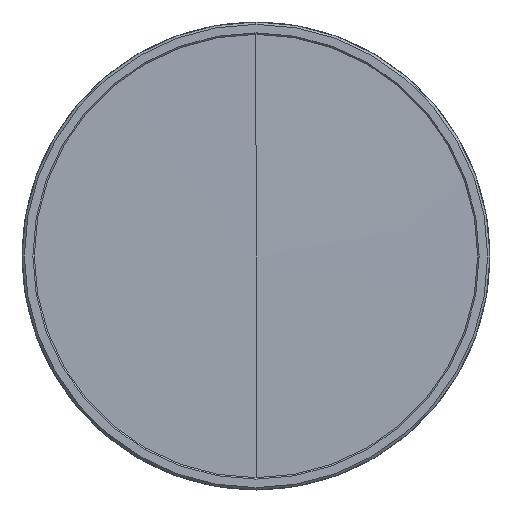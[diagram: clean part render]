
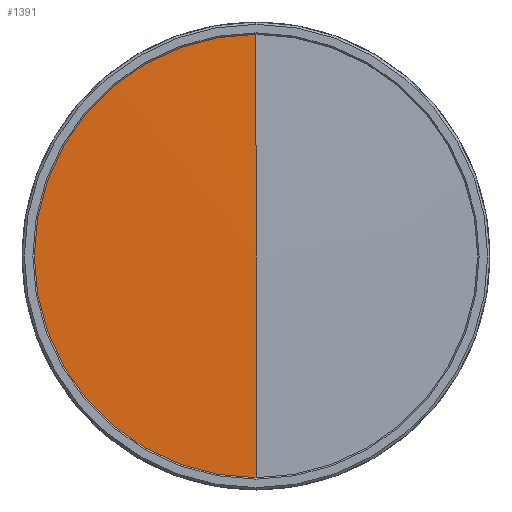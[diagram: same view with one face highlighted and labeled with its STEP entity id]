
A CAD part, left-side view. The second image highlights one B-rep face of the part: STEP entity #1391.
In plain terms, the highlighted conical face has half-angle 89.626 degrees and reference radius 153016 mm.
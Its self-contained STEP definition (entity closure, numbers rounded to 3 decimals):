
#354 = CARTESIAN_POINT ( 'NONE',  ( -124.257, 0., 0. ) ) ;
#503 = CARTESIAN_POINT ( 'NONE',  ( 875.743, 0., 0. ) ) ;
#614 = VECTOR ( 'NONE', #2591, 1000. ) ;
#942 = CARTESIAN_POINT ( 'NONE',  ( -123.328, 0., -142.121 ) ) ;
#1091 = CARTESIAN_POINT ( 'NONE',  ( -123.328, 0., 142.121 ) ) ;
#1154 = DIRECTION ( 'NONE',  ( 1., 0., 0. ) ) ;
#1391 = ADVANCED_FACE ( 'NONE', ( #2767 ), #4742, .T. ) ;
#1708 = EDGE_CURVE ( 'NONE', #5126, #4073, #3890, .T. ) ;
#1863 = ORIENTED_EDGE ( 'NONE', *, *, #1708, .F. ) ;
#1878 = AXIS2_PLACEMENT_3D ( 'NONE', #503, #3853, #6277 ) ;
#1925 = ORIENTED_EDGE ( 'NONE', *, *, #6206, .T. ) ;
#1946 = VERTEX_POINT ( 'NONE', #1091 ) ;
#2349 = AXIS2_PLACEMENT_3D ( 'NONE', #4070, #1154, #4559 ) ;
#2591 = DIRECTION ( 'NONE',  ( 0.007, 0., -1. ) ) ;
#2767 = FACE_OUTER_BOUND ( 'NONE', #6133, .T. ) ;
#3853 = DIRECTION ( 'NONE',  ( 1., 0., 0. ) ) ;
#3890 = LINE ( 'NONE', #4024, #614 ) ;
#4004 = ORIENTED_EDGE ( 'NONE', *, *, #5529, .F. ) ;
#4024 = CARTESIAN_POINT ( 'NONE',  ( -124.257, 0., 0. ) ) ;
#4070 = CARTESIAN_POINT ( 'NONE',  ( -123.328, 0., 0. ) ) ;
#4073 = VERTEX_POINT ( 'NONE', #942 ) ;
#4559 = DIRECTION ( 'NONE',  ( 0., 0., -1. ) ) ;
#4687 = CIRCLE ( 'NONE', #2349, 142.121 ) ;
#4742 = CONICAL_SURFACE ( 'NONE', #1878, 153015.746, 1.564 ) ;
#4829 = VECTOR ( 'NONE', #5244, 1000. ) ;
#5126 = VERTEX_POINT ( 'NONE', #5655 ) ;
#5130 = LINE ( 'NONE', #354, #4829 ) ;
#5244 = DIRECTION ( 'NONE',  ( 0.007, 0., 1. ) ) ;
#5529 = EDGE_CURVE ( 'NONE', #4073, #1946, #4687, .T. ) ;
#5655 = CARTESIAN_POINT ( 'NONE',  ( -124.257, 0., 0. ) ) ;
#6133 = EDGE_LOOP ( 'NONE', ( #1863, #1925, #4004 ) ) ;
#6206 = EDGE_CURVE ( 'NONE', #5126, #1946, #5130, .T. ) ;
#6277 = DIRECTION ( 'NONE',  ( 0., 0., -1. ) ) ;
